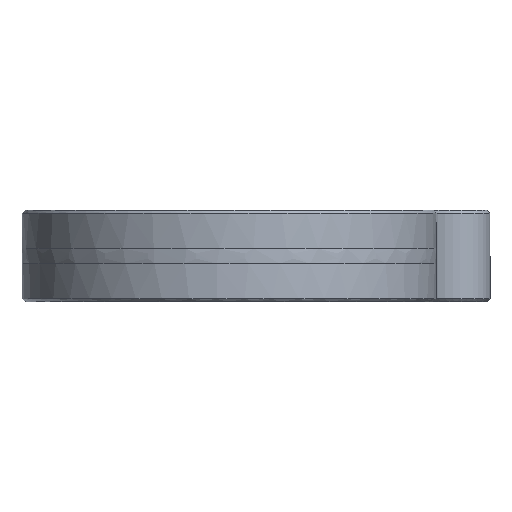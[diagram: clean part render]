
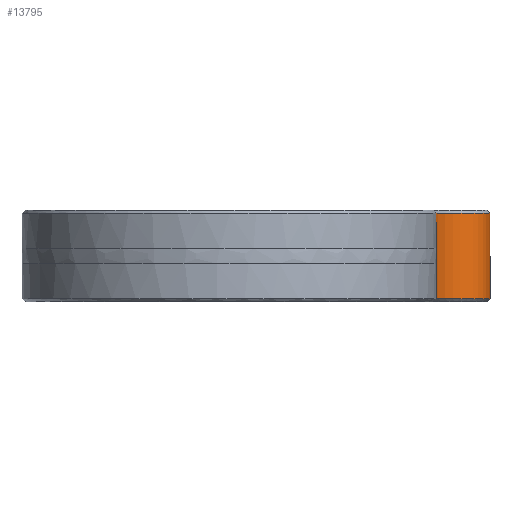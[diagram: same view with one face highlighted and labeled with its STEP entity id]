
A CAD part, front view. The second image highlights one B-rep face of the part: STEP entity #13795.
In plain terms, the highlighted cylindrical face has radius 5.5 mm (diameter 11 mm), a partial arc.
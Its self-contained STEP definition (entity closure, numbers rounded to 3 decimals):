
#3378 = VERTEX_POINT('',#3379);
#3379 = CARTESIAN_POINT('',(23.13,18.698,5.65));
#3389 = EDGE_CURVE('',#3378,#3390,#3392,.T.);
#3390 = VERTEX_POINT('',#3391);
#3391 = CARTESIAN_POINT('',(24.755,19.875,5.65));
#3392 = CIRCLE('',#3393,5.5);
#3393 = AXIS2_PLACEMENT_3D('',#3394,#3395,#3396);
#3394 = CARTESIAN_POINT('',(27.113,14.905,5.65));
#3395 = DIRECTION('',(0.,0.,1.));
#3396 = DIRECTION('',(1.,0.,0.));
#13795 = ADVANCED_FACE('',(#13796),#13872,.T.);
#13796 = FACE_BOUND('',#13797,.T.);
#13797 = EDGE_LOOP('',(#13798,#13809,#13820,#13831,#13840,#13841,#13852,
    #13863));
#13798 = ORIENTED_EDGE('',*,*,#13799,.F.);
#13799 = EDGE_CURVE('',#13800,#13802,#13804,.T.);
#13800 = VERTEX_POINT('',#13801);
#13801 = CARTESIAN_POINT('',(24.755,19.875,-5.65));
#13802 = VERTEX_POINT('',#13803);
#13803 = CARTESIAN_POINT('',(23.13,18.698,-5.65));
#13804 = CIRCLE('',#13805,5.5);
#13805 = AXIS2_PLACEMENT_3D('',#13806,#13807,#13808);
#13806 = CARTESIAN_POINT('',(27.113,14.905,-5.65));
#13807 = DIRECTION('',(0.,0.,-1.));
#13808 = DIRECTION('',(1.,0.,0.));
#13809 = ORIENTED_EDGE('',*,*,#13810,.F.);
#13810 = EDGE_CURVE('',#13811,#13800,#13813,.T.);
#13811 = VERTEX_POINT('',#13812);
#13812 = CARTESIAN_POINT('',(24.755,19.875,-1.));
#13813 = B_SPLINE_CURVE_WITH_KNOTS('',3,(#13814,#13815,#13816,#13817,
    #13818,#13819),.UNSPECIFIED.,.F.,.F.,(4,2,4),(-0.505,-0.253,-0.04
    ),.UNSPECIFIED.);
#13814 = CARTESIAN_POINT('',(24.755,19.875,-1.));
#13815 = CARTESIAN_POINT('',(24.755,19.875,
    -1.842));
#13816 = CARTESIAN_POINT('',(24.755,19.875,
    -2.683));
#13817 = CARTESIAN_POINT('',(24.755,19.875,
    -4.233));
#13818 = CARTESIAN_POINT('',(24.755,19.875,
    -4.942));
#13819 = CARTESIAN_POINT('',(24.755,19.875,-5.65));
#13820 = ORIENTED_EDGE('',*,*,#13821,.F.);
#13821 = EDGE_CURVE('',#13822,#13811,#13824,.T.);
#13822 = VERTEX_POINT('',#13823);
#13823 = CARTESIAN_POINT('',(24.755,19.875,1.));
#13824 = B_SPLINE_CURVE_WITH_KNOTS('',3,(#13825,#13826,#13827,#13828,
    #13829,#13830),.UNSPECIFIED.,.F.,.F.,(4,2,4),(-0.2,-0.1,0.),
  .UNSPECIFIED.);
#13825 = CARTESIAN_POINT('',(24.755,19.875,1.));
#13826 = CARTESIAN_POINT('',(24.755,19.875,
    0.667));
#13827 = CARTESIAN_POINT('',(24.755,19.875,
    0.333));
#13828 = CARTESIAN_POINT('',(24.755,19.875,
    -0.333));
#13829 = CARTESIAN_POINT('',(24.755,19.875,
    -0.667));
#13830 = CARTESIAN_POINT('',(24.755,19.875,-1.));
#13831 = ORIENTED_EDGE('',*,*,#13832,.F.);
#13832 = EDGE_CURVE('',#3390,#13822,#13833,.T.);
#13833 = B_SPLINE_CURVE_WITH_KNOTS('',3,(#13834,#13835,#13836,#13837,
    #13838,#13839),.UNSPECIFIED.,.F.,.F.,(4,2,4),(-0.465,-0.253,0.),
  .UNSPECIFIED.);
#13834 = CARTESIAN_POINT('',(24.755,19.875,5.65));
#13835 = CARTESIAN_POINT('',(24.755,19.875,
    4.942));
#13836 = CARTESIAN_POINT('',(24.755,19.875,
    4.233));
#13837 = CARTESIAN_POINT('',(24.755,19.875,
    2.683));
#13838 = CARTESIAN_POINT('',(24.755,19.875,
    1.842));
#13839 = CARTESIAN_POINT('',(24.755,19.875,1.));
#13840 = ORIENTED_EDGE('',*,*,#3389,.F.);
#13841 = ORIENTED_EDGE('',*,*,#13842,.F.);
#13842 = EDGE_CURVE('',#13843,#3378,#13845,.T.);
#13843 = VERTEX_POINT('',#13844);
#13844 = CARTESIAN_POINT('',(23.13,18.698,1.));
#13845 = B_SPLINE_CURVE_WITH_KNOTS('',3,(#13846,#13847,#13848,#13849,
    #13850,#13851),.UNSPECIFIED.,.F.,.F.,(4,2,4),(-0.505,-0.253,-0.04
    ),.UNSPECIFIED.);
#13846 = CARTESIAN_POINT('',(23.13,18.698,1.));
#13847 = CARTESIAN_POINT('',(23.13,18.698,
    1.842));
#13848 = CARTESIAN_POINT('',(23.13,18.698,
    2.683));
#13849 = CARTESIAN_POINT('',(23.13,18.698,
    4.233));
#13850 = CARTESIAN_POINT('',(23.13,18.698,
    4.942));
#13851 = CARTESIAN_POINT('',(23.13,18.698,5.65));
#13852 = ORIENTED_EDGE('',*,*,#13853,.F.);
#13853 = EDGE_CURVE('',#13854,#13843,#13856,.T.);
#13854 = VERTEX_POINT('',#13855);
#13855 = CARTESIAN_POINT('',(23.13,18.698,-1.));
#13856 = B_SPLINE_CURVE_WITH_KNOTS('',3,(#13857,#13858,#13859,#13860,
    #13861,#13862),.UNSPECIFIED.,.F.,.F.,(4,2,4),(-0.2,-0.1,0.),
  .UNSPECIFIED.);
#13857 = CARTESIAN_POINT('',(23.13,18.698,-1.));
#13858 = CARTESIAN_POINT('',(23.13,18.698,
    -0.667));
#13859 = CARTESIAN_POINT('',(23.13,18.698,
    -0.333));
#13860 = CARTESIAN_POINT('',(23.13,18.698,
    0.333));
#13861 = CARTESIAN_POINT('',(23.13,18.698,
    0.667));
#13862 = CARTESIAN_POINT('',(23.13,18.698,1.));
#13863 = ORIENTED_EDGE('',*,*,#13864,.F.);
#13864 = EDGE_CURVE('',#13802,#13854,#13865,.T.);
#13865 = B_SPLINE_CURVE_WITH_KNOTS('',3,(#13866,#13867,#13868,#13869,
    #13870,#13871),.UNSPECIFIED.,.F.,.F.,(4,2,4),(-0.465,-0.253,0.),
  .UNSPECIFIED.);
#13866 = CARTESIAN_POINT('',(23.13,18.698,-5.65));
#13867 = CARTESIAN_POINT('',(23.13,18.698,
    -4.942));
#13868 = CARTESIAN_POINT('',(23.13,18.698,
    -4.233));
#13869 = CARTESIAN_POINT('',(23.13,18.698,
    -2.683));
#13870 = CARTESIAN_POINT('',(23.13,18.698,
    -1.842));
#13871 = CARTESIAN_POINT('',(23.13,18.698,-1.));
#13872 = CYLINDRICAL_SURFACE('',#13873,5.5);
#13873 = AXIS2_PLACEMENT_3D('',#13874,#13875,#13876);
#13874 = CARTESIAN_POINT('',(27.113,14.905,0.));
#13875 = DIRECTION('',(0.,0.,1.));
#13876 = DIRECTION('',(0.586,-0.81,0.));
